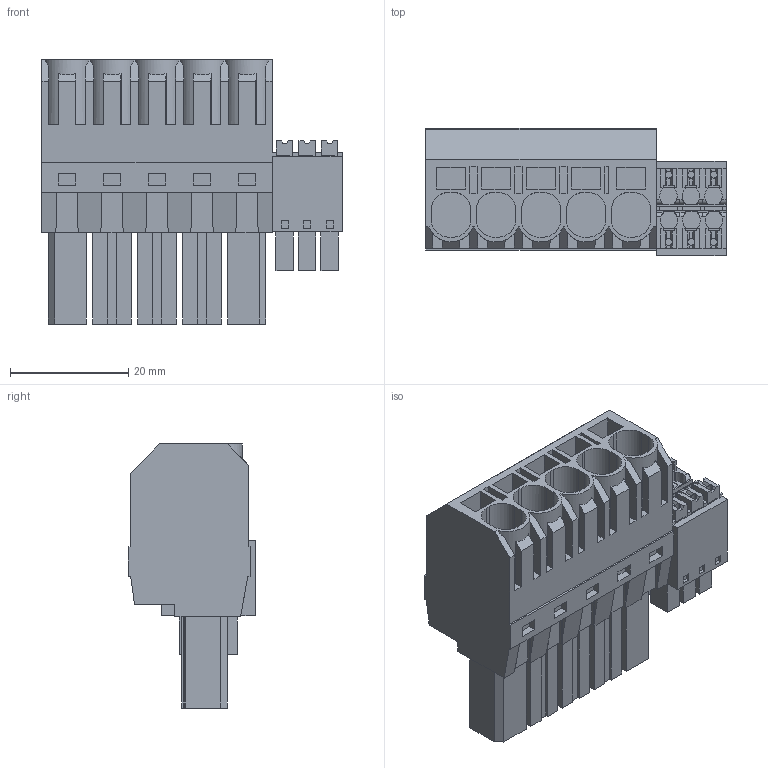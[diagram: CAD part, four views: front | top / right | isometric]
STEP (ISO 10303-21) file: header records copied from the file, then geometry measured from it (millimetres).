
FILE_DESCRIPTION(('CATIA V5 STEP Exchange','CAx-IF Rec.Pracs.--- Model Styling and Organization---1.4--- 2014-01-23'),'2;1');
FILE_NAME ('D1448294_1_1080610000_1080610000.stp','2023-09-07T12:49:29+00:00',('none'),('Weidmueller'),'CATIA Version 5-6 Release 2016 SP3 HF44','CATIA V5 STEP AP214','none');
FILE_SCHEMA(('AUTOMOTIVE_DESIGN { 1 0 10303 214 1 1 1 1 }'));
Length unit declared in the file: millimetre
Products named in the file (1): 1080610000
Bounding box: 50.84 x 21.53 x 44.7 mm (x, y, z)
Volume: 24439 mm3; surface area: 11954.9 mm2
Topology: 7 solids, 7 shells, 804 faces, 2261 edges, 1517 vertices
Faces by surface type: plane 725, cylinder 79
Entity records: 24411 total; most frequent: CARTESIAN_POINT 4893, ORIENTED_EDGE 4522, DIRECTION 3185, EDGE_CURVE 2261, VECTOR 2021, LINE 2021, VERTEX_POINT 1517, EDGE_LOOP 862
